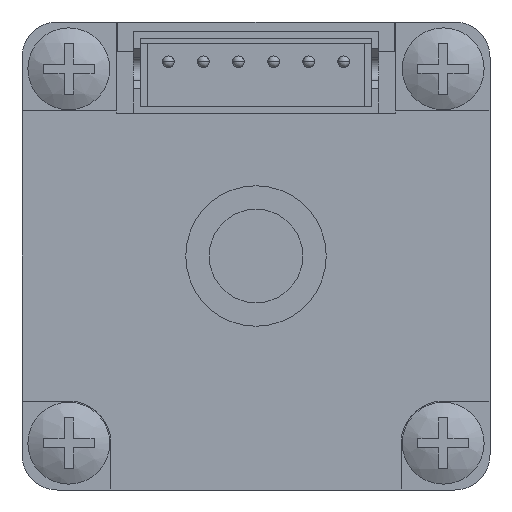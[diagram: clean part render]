
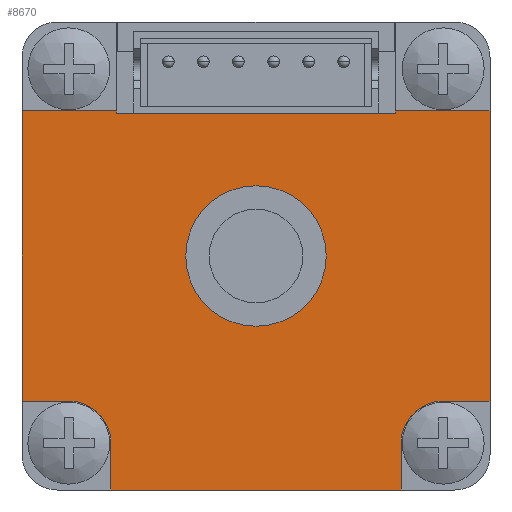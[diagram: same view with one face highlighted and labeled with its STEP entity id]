
A CAD part, front view. The second image highlights one B-rep face of the part: STEP entity #8670.
In plain terms, the highlighted planar face has unit normal (0, -1, 0).
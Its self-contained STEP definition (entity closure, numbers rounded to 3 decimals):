
#8022=DIRECTION('',(-1.,0.,0.));
#8023=VECTOR('',#8022,11.9);
#8024=CARTESIAN_POINT('',(5.95,0.,6.1));
#8025=LINE('',#8024,#8023);
#8026=DIRECTION('',(0.,0.,-1.));
#8027=VECTOR('',#8026,0.1);
#8028=CARTESIAN_POINT('',(5.95,0.,6.2));
#8029=LINE('',#8028,#8027);
#8030=DIRECTION('',(-1.,0.,0.));
#8031=VECTOR('',#8030,4.05);
#8032=CARTESIAN_POINT('',(10.,0.,6.2));
#8033=LINE('',#8032,#8031);
#8034=DIRECTION('',(1.,0.,0.));
#8035=VECTOR('',#8034,2.);
#8036=CARTESIAN_POINT('',(8.,0.,-6.2));
#8037=LINE('',#8036,#8035);
#8038=CARTESIAN_POINT('',(8.,0.,-8.));
#8039=DIRECTION('',(0.,1.,0.));
#8040=DIRECTION('',(-1.,0.,0.));
#8041=AXIS2_PLACEMENT_3D('',#8038,#8039,#8040);
#8043=DIRECTION('',(0.,0.,1.));
#8044=VECTOR('',#8043,2.);
#8045=CARTESIAN_POINT('',(6.2,0.,-10.));
#8046=LINE('',#8045,#8044);
#8047=DIRECTION('',(0.,0.,-1.));
#8048=VECTOR('',#8047,2.);
#8049=CARTESIAN_POINT('',(-6.2,0.,-8.));
#8050=LINE('',#8049,#8048);
#8051=CARTESIAN_POINT('',(-8.,0.,-8.));
#8052=DIRECTION('',(0.,1.,0.));
#8053=DIRECTION('',(0.,0.,1.));
#8054=AXIS2_PLACEMENT_3D('',#8051,#8052,#8053);
#8056=DIRECTION('',(1.,0.,0.));
#8057=VECTOR('',#8056,2.);
#8058=CARTESIAN_POINT('',(-10.,0.,-6.2));
#8059=LINE('',#8058,#8057);
#8060=DIRECTION('',(0.,0.,-1.));
#8061=VECTOR('',#8060,12.4);
#8062=CARTESIAN_POINT('',(-10.,0.,6.2));
#8063=LINE('',#8062,#8061);
#8064=DIRECTION('',(-1.,0.,0.));
#8065=VECTOR('',#8064,4.05);
#8066=CARTESIAN_POINT('',(-5.95,0.,6.2));
#8067=LINE('',#8066,#8065);
#8068=DIRECTION('',(0.,0.,1.));
#8069=VECTOR('',#8068,0.1);
#8070=CARTESIAN_POINT('',(-5.95,0.,6.1));
#8071=LINE('',#8070,#8069);
#8072=CARTESIAN_POINT('',(0.,0.,0.));
#8073=DIRECTION('',(0.,1.,0.));
#8074=DIRECTION('',(0.,0.,1.));
#8075=AXIS2_PLACEMENT_3D('',#8072,#8073,#8074);
#8077=CARTESIAN_POINT('',(0.,0.,0.));
#8078=DIRECTION('',(0.,1.,0.));
#8079=DIRECTION('',(0.,0.,-1.));
#8080=AXIS2_PLACEMENT_3D('',#8077,#8078,#8079);
#8181=DIRECTION('',(-1.,0.,0.));
#8182=VECTOR('',#8181,12.4);
#8183=CARTESIAN_POINT('',(6.2,0.,-10.));
#8184=LINE('',#8183,#8182);
#8225=DIRECTION('',(0.,0.,-1.));
#8226=VECTOR('',#8225,12.4);
#8227=CARTESIAN_POINT('',(10.,0.,6.2));
#8228=LINE('',#8227,#8226);
#8438=CARTESIAN_POINT('',(5.95,0.,6.1));
#8440=VERTEX_POINT('',#8438);
#8442=CARTESIAN_POINT('',(-5.95,0.,6.1));
#8444=VERTEX_POINT('',#8442);
#8450=CARTESIAN_POINT('',(5.95,0.,6.2));
#8451=VERTEX_POINT('',#8450);
#8458=CARTESIAN_POINT('',(-8.,0.,-6.2));
#8459=VERTEX_POINT('',#8458);
#8464=CARTESIAN_POINT('',(-6.2,0.,-8.));
#8465=VERTEX_POINT('',#8464);
#8470=CARTESIAN_POINT('',(6.2,0.,-8.));
#8471=VERTEX_POINT('',#8470);
#8476=CARTESIAN_POINT('',(8.,0.,-6.2));
#8477=VERTEX_POINT('',#8476);
#8478=CARTESIAN_POINT('',(10.,0.,6.2));
#8479=VERTEX_POINT('',#8478);
#8480=CARTESIAN_POINT('',(10.,0.,-6.2));
#8481=VERTEX_POINT('',#8480);
#8482=CARTESIAN_POINT('',(6.2,0.,-10.));
#8483=VERTEX_POINT('',#8482);
#8484=CARTESIAN_POINT('',(-6.2,0.,-10.));
#8485=VERTEX_POINT('',#8484);
#8486=CARTESIAN_POINT('',(-10.,0.,-6.2));
#8487=VERTEX_POINT('',#8486);
#8488=CARTESIAN_POINT('',(-5.95,0.,6.2));
#8489=VERTEX_POINT('',#8488);
#8508=CARTESIAN_POINT('',(-10.,0.,6.2));
#8509=VERTEX_POINT('',#8508);
#8551=CARTESIAN_POINT('',(0.,0.,-3.));
#8553=VERTEX_POINT('',#8551);
#8555=CARTESIAN_POINT('',(0.,0.,3.));
#8557=VERTEX_POINT('',#8555);
#8630=CARTESIAN_POINT('',(0.,0.,0.));
#8631=DIRECTION('',(0.,1.,0.));
#8632=DIRECTION('',(0.,0.,1.));
#8633=AXIS2_PLACEMENT_3D('',#8630,#8631,#8632);
#8634=PLANE('',#8633);
#8636=ORIENTED_EDGE('',*,*,#8635,.F.);
#8638=ORIENTED_EDGE('',*,*,#8637,.F.);
#8640=ORIENTED_EDGE('',*,*,#8639,.F.);
#8642=ORIENTED_EDGE('',*,*,#8641,.T.);
#8644=ORIENTED_EDGE('',*,*,#8643,.F.);
#8646=ORIENTED_EDGE('',*,*,#8645,.F.);
#8648=ORIENTED_EDGE('',*,*,#8647,.F.);
#8650=ORIENTED_EDGE('',*,*,#8649,.T.);
#8651=ORIENTED_EDGE('',*,*,#8620,.F.);
#8653=ORIENTED_EDGE('',*,*,#8652,.F.);
#8655=ORIENTED_EDGE('',*,*,#8654,.F.);
#8657=ORIENTED_EDGE('',*,*,#8656,.F.);
#8659=ORIENTED_EDGE('',*,*,#8658,.F.);
#8661=ORIENTED_EDGE('',*,*,#8660,.F.);
#8662=EDGE_LOOP('',(#8636,#8638,#8640,#8642,#8644,#8646,#8648,#8650,#8651,#8653,
#8655,#8657,#8659,#8661));
#8663=FACE_OUTER_BOUND('',#8662,.F.);
#8665=ORIENTED_EDGE('',*,*,#8664,.F.);
#8667=ORIENTED_EDGE('',*,*,#8666,.F.);
#8668=EDGE_LOOP('',(#8665,#8667));
#8669=FACE_BOUND('',#8668,.F.);
#8670=ADVANCED_FACE('',(#8663,#8669),#8634,.F.);
#8042=CIRCLE('',#8041,1.8);
#8055=CIRCLE('',#8054,1.8);
#8076=CIRCLE('',#8075,3.);
#8081=CIRCLE('',#8080,3.);
#8620=EDGE_CURVE('',#8465,#8485,#8050,.T.);
#8635=EDGE_CURVE('',#8440,#8444,#8025,.T.);
#8637=EDGE_CURVE('',#8451,#8440,#8029,.T.);
#8639=EDGE_CURVE('',#8479,#8451,#8033,.T.);
#8641=EDGE_CURVE('',#8479,#8481,#8228,.T.);
#8643=EDGE_CURVE('',#8477,#8481,#8037,.T.);
#8645=EDGE_CURVE('',#8471,#8477,#8042,.T.);
#8647=EDGE_CURVE('',#8483,#8471,#8046,.T.);
#8649=EDGE_CURVE('',#8483,#8485,#8184,.T.);
#8652=EDGE_CURVE('',#8459,#8465,#8055,.T.);
#8654=EDGE_CURVE('',#8487,#8459,#8059,.T.);
#8656=EDGE_CURVE('',#8509,#8487,#8063,.T.);
#8658=EDGE_CURVE('',#8489,#8509,#8067,.T.);
#8660=EDGE_CURVE('',#8444,#8489,#8071,.T.);
#8664=EDGE_CURVE('',#8557,#8553,#8076,.T.);
#8666=EDGE_CURVE('',#8553,#8557,#8081,.T.);
